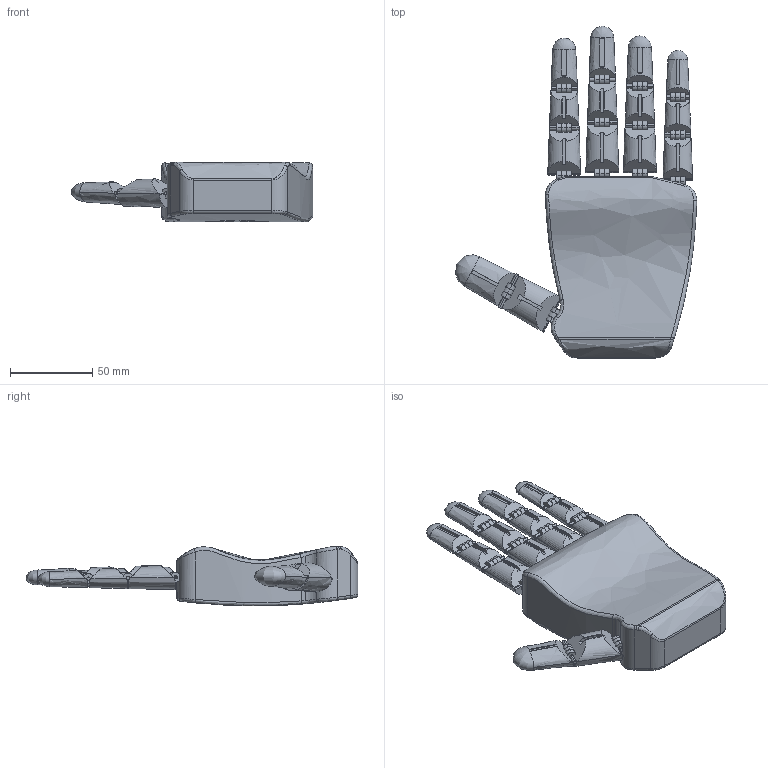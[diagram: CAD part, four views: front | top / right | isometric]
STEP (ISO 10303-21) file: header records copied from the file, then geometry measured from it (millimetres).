
FILE_DESCRIPTION (( 'STEP AP214' ), '1' );
FILE_NAME ('Assem1.STEP', '2025-11-24T15:46:14', ( '' ), ( '' ), 'SwSTEP 2.0', 'SolidWorks 2023', '' );
FILE_SCHEMA (( 'AUTOMOTIVE_DESIGN' ));
Length unit declared in the file: centimetre
Products named in the file (6): fing1; finger 2; Assem1; finger 4; finger 3; new
Assembly tree (6 placements, depth 2):
  Assem1
    new
    finger 2  x2
    fing1
    finger 3
    finger 4
Bounding box: 146.53 x 201.49 x 36.27 mm (x, y, z)
Volume: 320952 mm3; surface area: 58969.4 mm2
Topology: 24 solids, 26 shells, 878 faces, 2392 edges, 1534 vertices
Faces by surface type: plane 434, cylinder 353, bspline 73, torus 18
Entity records: 33667 total; most frequent: CARTESIAN_POINT 15326, ORIENTED_EDGE 3994, DIRECTION 3462, EDGE_CURVE 1997, VERTEX_POINT 1282, AXIS2_PLACEMENT_3D 1229, LINE 1004, VECTOR 1004
